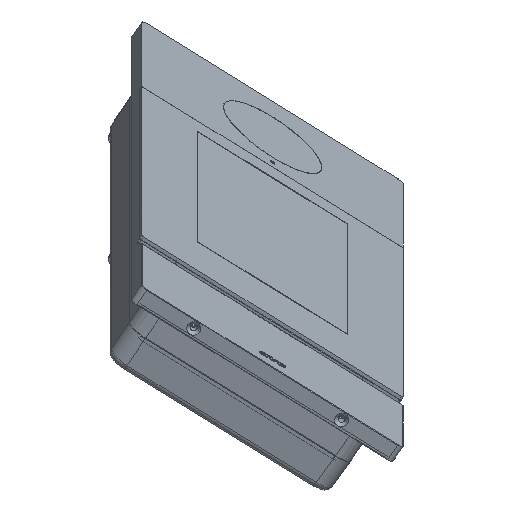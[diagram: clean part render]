
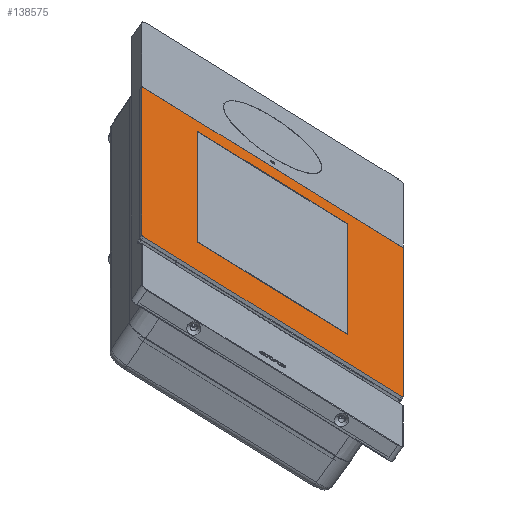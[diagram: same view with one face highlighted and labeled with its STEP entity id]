
A CAD part, front view. The second image highlights one B-rep face of the part: STEP entity #138575.
In plain terms, the highlighted face is planar.
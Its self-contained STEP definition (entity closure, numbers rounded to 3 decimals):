
#138440=CARTESIAN_POINT('Vertex',(-74.25,-78.,-138.)) ;
#138445=CARTESIAN_POINT('Line Origine',(-74.25,-78.,-34.9)) ;
#138449=CARTESIAN_POINT('Vertex',(-74.25,-78.,68.2)) ;
#138487=CARTESIAN_POINT('Vertex',(-73.25,-78.,-139.)) ;
#138490=CARTESIAN_POINT('Axis2P3D Location',(-73.25,-78.,-138.)) ;
#138502=CARTESIAN_POINT('Axis2P3D Location',(-89.54,-78.,-168.71)) ;
#138507=CARTESIAN_POINT('Line Origine',(0.,-78.,-139.)) ;
#138511=CARTESIAN_POINT('Vertex',(73.25,-78.,-139.)) ;
#138514=CARTESIAN_POINT('Axis2P3D Location',(73.25,-78.,-138.)) ;
#138518=CARTESIAN_POINT('Vertex',(74.25,-78.,-138.)) ;
#138521=CARTESIAN_POINT('Line Origine',(74.25,-78.,-34.9)) ;
#138525=CARTESIAN_POINT('Vertex',(74.25,-78.,68.2)) ;
#138528=CARTESIAN_POINT('Line Origine',(0.,-78.,68.2)) ;
#138541=CARTESIAN_POINT('Line Origine',(42.46,-78.,-22.61)) ;
#138545=CARTESIAN_POINT('Vertex',(42.46,-78.,53.93)) ;
#138547=CARTESIAN_POINT('Vertex',(42.46,-78.,-99.15)) ;
#138550=CARTESIAN_POINT('Line Origine',(0.,-78.,-99.15)) ;
#138554=CARTESIAN_POINT('Vertex',(-42.46,-78.,-99.15)) ;
#138557=CARTESIAN_POINT('Line Origine',(-42.46,-78.,-22.61)) ;
#138561=CARTESIAN_POINT('Vertex',(-42.46,-78.,53.93)) ;
#138564=CARTESIAN_POINT('Line Origine',(0.,-78.,53.93)) ;
#138446=DIRECTION('Vector Direction',(0.,0.,1.)) ;
#138491=DIRECTION('Axis2P3D Direction',(0.,-1.,0.)) ;
#138503=DIRECTION('Axis2P3D Direction',(0.,-1.,0.)) ;
#138504=DIRECTION('Axis2P3D XDirection',(1.,0.,0.)) ;
#138508=DIRECTION('Vector Direction',(-1.,0.,0.)) ;
#138515=DIRECTION('Axis2P3D Direction',(0.,-1.,0.)) ;
#138522=DIRECTION('Vector Direction',(0.,0.,-1.)) ;
#138529=DIRECTION('Vector Direction',(-1.,0.,0.)) ;
#138542=DIRECTION('Vector Direction',(0.,0.,-1.)) ;
#138551=DIRECTION('Vector Direction',(-1.,0.,0.)) ;
#138558=DIRECTION('Vector Direction',(0.,0.,1.)) ;
#138565=DIRECTION('Vector Direction',(1.,0.,0.)) ;
#138492=AXIS2_PLACEMENT_3D('Circle Axis2P3D',#138490,#138491,$) ;
#138505=AXIS2_PLACEMENT_3D('Plane Axis2P3D',#138502,#138503,#138504) ;
#138516=AXIS2_PLACEMENT_3D('Circle Axis2P3D',#138514,#138515,$) ;
#138534=ORIENTED_EDGE('',*,*,#138494,.T.) ;
#138535=ORIENTED_EDGE('',*,*,#138513,.F.) ;
#138536=ORIENTED_EDGE('',*,*,#138520,.T.) ;
#138537=ORIENTED_EDGE('',*,*,#138527,.F.) ;
#138538=ORIENTED_EDGE('',*,*,#138532,.T.) ;
#138539=ORIENTED_EDGE('',*,*,#138451,.F.) ;
#138570=ORIENTED_EDGE('',*,*,#138549,.T.) ;
#138571=ORIENTED_EDGE('',*,*,#138556,.T.) ;
#138572=ORIENTED_EDGE('',*,*,#138563,.T.) ;
#138573=ORIENTED_EDGE('',*,*,#138568,.T.) ;
#138574=FACE_BOUND('',#138569,.T.) ;
#138447=VECTOR('Line Direction',#138446,1.) ;
#138509=VECTOR('Line Direction',#138508,1.) ;
#138523=VECTOR('Line Direction',#138522,1.) ;
#138530=VECTOR('Line Direction',#138529,1.) ;
#138543=VECTOR('Line Direction',#138542,1.) ;
#138552=VECTOR('Line Direction',#138551,1.) ;
#138559=VECTOR('Line Direction',#138558,1.) ;
#138566=VECTOR('Line Direction',#138565,1.) ;
#138575=ADVANCED_FACE('186\\MANIFOLD_SOLID_BREP #129190',(#138540,#138574),#138506,.T.) ;
#138493=CIRCLE('generated circle',#138492,1.) ;
#138517=CIRCLE('generated circle',#138516,1.) ;
#138451=EDGE_CURVE('',#138441,#138450,#138448,.T.) ;
#138494=EDGE_CURVE('',#138441,#138488,#138493,.T.) ;
#138513=EDGE_CURVE('',#138512,#138488,#138510,.T.) ;
#138520=EDGE_CURVE('',#138512,#138519,#138517,.T.) ;
#138527=EDGE_CURVE('',#138526,#138519,#138524,.T.) ;
#138532=EDGE_CURVE('',#138526,#138450,#138531,.T.) ;
#138549=EDGE_CURVE('',#138546,#138548,#138544,.T.) ;
#138556=EDGE_CURVE('',#138548,#138555,#138553,.T.) ;
#138563=EDGE_CURVE('',#138555,#138562,#138560,.T.) ;
#138568=EDGE_CURVE('',#138562,#138546,#138567,.T.) ;
#138533=EDGE_LOOP('',(#138534,#138535,#138536,#138537,#138538,#138539)) ;
#138569=EDGE_LOOP('',(#138570,#138571,#138572,#138573)) ;
#138540=FACE_OUTER_BOUND('',#138533,.T.) ;
#138448=LINE('Line',#138445,#138447) ;
#138510=LINE('Line',#138507,#138509) ;
#138524=LINE('Line',#138521,#138523) ;
#138531=LINE('Line',#138528,#138530) ;
#138544=LINE('Line',#138541,#138543) ;
#138553=LINE('Line',#138550,#138552) ;
#138560=LINE('Line',#138557,#138559) ;
#138567=LINE('Line',#138564,#138566) ;
#138506=PLANE('',#138505) ;
#138441=VERTEX_POINT('',#138440) ;
#138450=VERTEX_POINT('',#138449) ;
#138488=VERTEX_POINT('',#138487) ;
#138512=VERTEX_POINT('',#138511) ;
#138519=VERTEX_POINT('',#138518) ;
#138526=VERTEX_POINT('',#138525) ;
#138546=VERTEX_POINT('',#138545) ;
#138548=VERTEX_POINT('',#138547) ;
#138555=VERTEX_POINT('',#138554) ;
#138562=VERTEX_POINT('',#138561) ;
